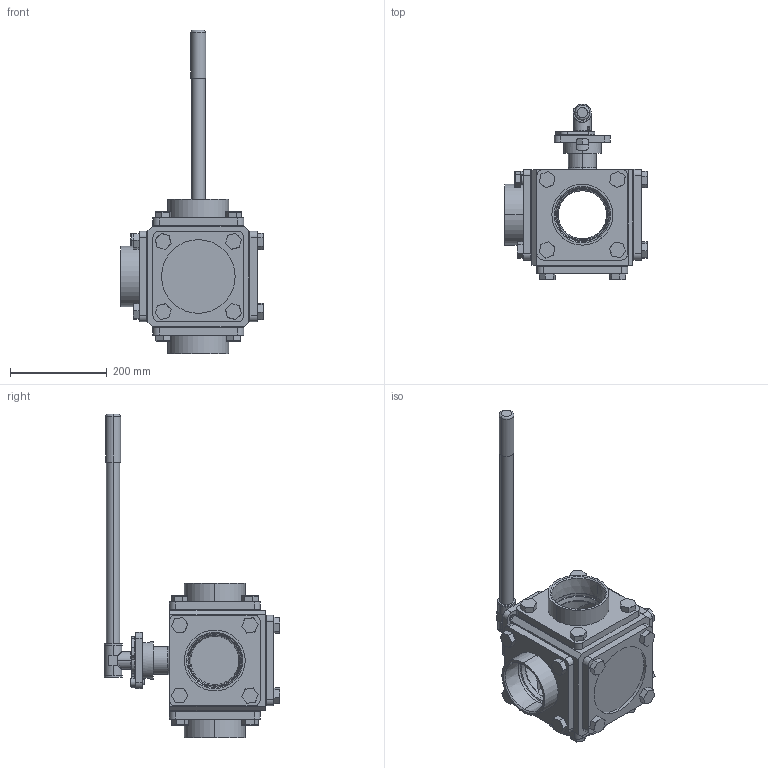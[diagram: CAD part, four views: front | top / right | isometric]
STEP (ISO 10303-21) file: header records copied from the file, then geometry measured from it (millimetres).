
FILE_DESCRIPTION (( 'STEP AP214' ), '1' );
FILE_NAME ('33-TH-0400-XXX.step', '2019-09-30T20:20:12', ( '' ), ( '' ), 'SwSTEP 2.0', 'SolidWorks 2019', '' );
FILE_SCHEMA (( 'AUTOMOTIVE_DESIGN' ));
Length unit declared in the file: inch
Products named in the file (2): 33-TH-0400-XXX
Bounding box: 295.71 x 364.05 x 669.99 mm (x, y, z)
Surface area: 818661.5 mm2 (no closed solid volume)
Topology: 0 solids, 35 shells, 518 faces, 1506 edges, 998 vertices
Faces by surface type: plane 348, cylinder 136, cone 26, torus 6, bspline 2
Entity records: 24319 total; most frequent: CARTESIAN_POINT 3772, DIRECTION 2948, ORIENTED_EDGE 2535, EDGE_CURVE 1504, LINE 1016, VECTOR 1016, VERTEX_POINT 998, AXIS2_PLACEMENT_3D 966
